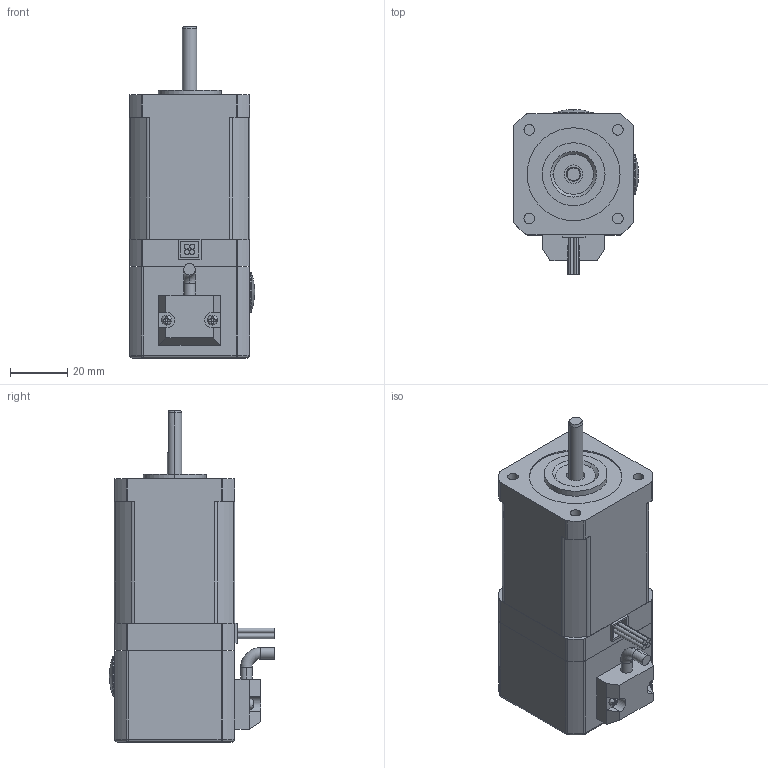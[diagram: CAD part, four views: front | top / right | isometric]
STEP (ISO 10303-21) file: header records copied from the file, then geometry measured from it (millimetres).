
FILE_DESCRIPTION(('FreeCAD Model'),'2;1');
FILE_NAME('Open CASCADE Shape Model','2023-08-13T22:41:01',( 'Roman Kuzmenko'),('OpenVMP'),'Open CASCADE STEP processor 7.6', 'FreeCAD','Unknown');
FILE_SCHEMA(('AUTOMOTIVE_DESIGN { 1 0 10303 214 1 1 1 1 }'));
Length unit declared in the file: millimetre
Products named in the file (1): Body
Bounding box: 43.9 x 57.8 x 116.12 mm (x, y, z)
Volume: 161206.8 mm3; surface area: 26010 mm2
Topology: 1 solids, 1 shells, 396 faces, 968 edges, 614 vertices
Faces by surface type: plane 191, cylinder 126, bspline 24, cone 21, torus 18, sphere 12, revolution 4
Full cylindrical faces by diameter (mm): 3.7 x4
Entity records: 13065 total; most frequent: CARTESIAN_POINT 3925, ORIENTED_EDGE 1928, DIRECTION 1849, EDGE_CURVE 964, AXIS2_PLACEMENT_3D 698, VERTEX_POINT 614, LINE 449, VECTOR 449
